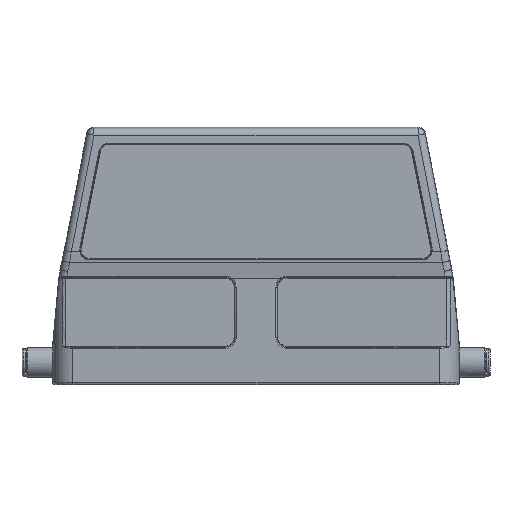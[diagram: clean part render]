
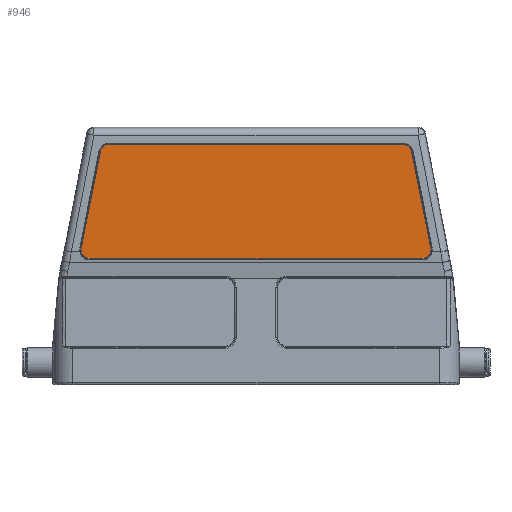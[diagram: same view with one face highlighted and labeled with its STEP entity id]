
A CAD part, front view. The second image highlights one B-rep face of the part: STEP entity #946.
In plain terms, the highlighted planar face has unit normal (0, -1, 0).
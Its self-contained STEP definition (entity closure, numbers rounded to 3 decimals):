
#499=PLANE('',#7226);
#702=ELLIPSE('',#7222,2.906,2.8);
#703=ELLIPSE('',#7223,2.872,2.8);
#704=ELLIPSE('',#7224,2.872,2.8);
#705=ELLIPSE('',#7225,2.906,2.8);
#946=ADVANCED_FACE('',(#1554),#499,.T.);
#1554=FACE_OUTER_BOUND('',#1965,.T.);
#1965=EDGE_LOOP('',(#4000,#4001,#4002,#4003,#4004,#4005,#4006,#4007));
#2538=LINE('',#12413,#2909);
#2539=LINE('',#12418,#2910);
#2540=LINE('',#12422,#2911);
#2541=LINE('',#12426,#2912);
#2909=VECTOR('',#8675,1.);
#2910=VECTOR('',#8678,1.);
#2911=VECTOR('',#8681,1.);
#2912=VECTOR('',#8684,1.);
#4000=ORIENTED_EDGE('',*,*,#6219,.T.);
#4001=ORIENTED_EDGE('',*,*,#6220,.T.);
#4002=ORIENTED_EDGE('',*,*,#6221,.T.);
#4003=ORIENTED_EDGE('',*,*,#6222,.T.);
#4004=ORIENTED_EDGE('',*,*,#6223,.T.);
#4005=ORIENTED_EDGE('',*,*,#6224,.T.);
#4006=ORIENTED_EDGE('',*,*,#6225,.T.);
#4007=ORIENTED_EDGE('',*,*,#6226,.T.);
#5437=VERTEX_POINT('',#12414);
#5438=VERTEX_POINT('',#12415);
#5439=VERTEX_POINT('',#12417);
#5440=VERTEX_POINT('',#12419);
#5441=VERTEX_POINT('',#12421);
#5442=VERTEX_POINT('',#12423);
#5443=VERTEX_POINT('',#12425);
#5444=VERTEX_POINT('',#12427);
#6219=EDGE_CURVE('',#5437,#5438,#2538,.T.);
#6220=EDGE_CURVE('',#5438,#5439,#702,.T.);
#6221=EDGE_CURVE('',#5439,#5440,#2539,.T.);
#6222=EDGE_CURVE('',#5440,#5441,#703,.T.);
#6223=EDGE_CURVE('',#5441,#5442,#2540,.T.);
#6224=EDGE_CURVE('',#5442,#5443,#704,.T.);
#6225=EDGE_CURVE('',#5443,#5444,#2541,.T.);
#6226=EDGE_CURVE('',#5444,#5437,#705,.T.);
#7222=AXIS2_PLACEMENT_3D('',#12416,#8676,#8677);
#7223=AXIS2_PLACEMENT_3D('',#12420,#8679,#8680);
#7224=AXIS2_PLACEMENT_3D('',#12424,#8682,#8683);
#7225=AXIS2_PLACEMENT_3D('',#12428,#8685,#8686);
#7226=AXIS2_PLACEMENT_3D('',#12429,#8687,#8688);
#8675=DIRECTION('',(1.,0.,0.));
#8676=DIRECTION('',(0.,-1.,0.));
#8677=DIRECTION('',(-0.773,0.,0.635));
#8678=DIRECTION('',(-0.194,0.,0.981));
#8679=DIRECTION('',(0.,-1.,0.));
#8680=DIRECTION('',(-0.635,0.,-0.773));
#8681=DIRECTION('',(-1.,0.,0.));
#8682=DIRECTION('',(0.,-1.,0.));
#8683=DIRECTION('',(0.635,0.,-0.773));
#8684=DIRECTION('',(-0.194,0.,-0.981));
#8685=DIRECTION('',(0.,-1.,0.));
#8686=DIRECTION('',(0.773,0.,0.635));
#8687=DIRECTION('',(0.,-1.,0.));
#8688=DIRECTION('',(0.,0.,1.));
#12413=CARTESIAN_POINT('',(48.786,-21.499,37.367));
#12414=CARTESIAN_POINT('',(-48.813,-21.499,37.367));
#12415=CARTESIAN_POINT('',(48.813,-21.499,37.367));
#12416=CARTESIAN_POINT('',(48.709,-21.499,40.21));
#12417=CARTESIAN_POINT('',(51.518,-21.499,40.658));
#12418=CARTESIAN_POINT('',(45.966,-21.499,68.789));
#12419=CARTESIAN_POINT('',(45.962,-21.499,68.807));
#12420=CARTESIAN_POINT('',(43.187,-21.499,68.187));
#12421=CARTESIAN_POINT('',(43.257,-21.499,71.03));
#12422=CARTESIAN_POINT('',(-43.239,-21.499,71.03));
#12423=CARTESIAN_POINT('',(-43.257,-21.499,71.03));
#12424=CARTESIAN_POINT('',(-43.187,-21.499,68.187));
#12425=CARTESIAN_POINT('',(-45.962,-21.499,68.807));
#12426=CARTESIAN_POINT('',(-51.513,-21.499,40.684));
#12427=CARTESIAN_POINT('',(-51.518,-21.499,40.658));
#12428=CARTESIAN_POINT('',(-48.709,-21.499,40.21));
#12429=CARTESIAN_POINT('',(26.135,-21.499,54.106));
